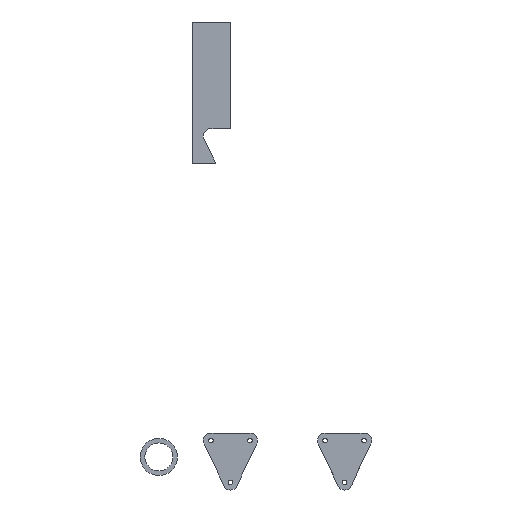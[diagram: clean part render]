
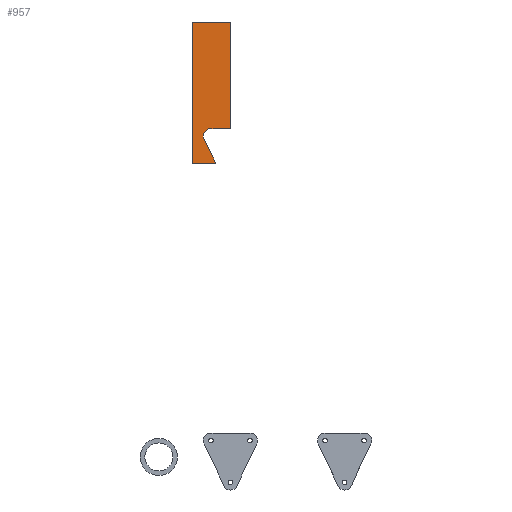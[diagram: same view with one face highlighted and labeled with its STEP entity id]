
A CAD part, left-side view. The second image highlights one B-rep face of the part: STEP entity #957.
In plain terms, the highlighted planar face has unit normal (-1, 0, 0).
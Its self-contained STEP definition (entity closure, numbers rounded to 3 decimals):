
#63=PLANE('',#1068);
#123=LINE('',#1722,#201);
#126=LINE('',#1728,#204);
#129=LINE('',#1734,#207);
#132=LINE('',#1740,#210);
#136=LINE('',#1752,#214);
#139=LINE('',#1758,#217);
#142=LINE('',#1762,#220);
#201=VECTOR('',#1296,10.);
#204=VECTOR('',#1301,10.);
#207=VECTOR('',#1306,10.);
#210=VECTOR('',#1311,10.);
#214=VECTOR('',#1323,10.);
#217=VECTOR('',#1328,10.);
#220=VECTOR('',#1333,10.);
#293=FACE_OUTER_BOUND('',#360,.T.);
#360=EDGE_LOOP('',(#888,#889,#890,#891,#892,#893,#894,#895));
#404=CIRCLE('',#1064,5.);
#491=VERTEX_POINT('',#1719);
#492=VERTEX_POINT('',#1721);
#494=VERTEX_POINT('',#1727);
#496=VERTEX_POINT('',#1733);
#498=VERTEX_POINT('',#1739);
#500=VERTEX_POINT('',#1745);
#502=VERTEX_POINT('',#1751);
#504=VERTEX_POINT('',#1757);
#616=EDGE_CURVE('',#492,#491,#123,.T.);
#619=EDGE_CURVE('',#494,#492,#126,.T.);
#622=EDGE_CURVE('',#496,#494,#129,.T.);
#625=EDGE_CURVE('',#498,#496,#132,.T.);
#628=EDGE_CURVE('',#500,#498,#404,.T.);
#631=EDGE_CURVE('',#502,#500,#136,.T.);
#634=EDGE_CURVE('',#504,#502,#139,.T.);
#637=EDGE_CURVE('',#491,#504,#142,.T.);
#888=ORIENTED_EDGE('',*,*,#637,.T.);
#889=ORIENTED_EDGE('',*,*,#634,.T.);
#890=ORIENTED_EDGE('',*,*,#631,.T.);
#891=ORIENTED_EDGE('',*,*,#628,.T.);
#892=ORIENTED_EDGE('',*,*,#625,.T.);
#893=ORIENTED_EDGE('',*,*,#622,.T.);
#894=ORIENTED_EDGE('',*,*,#619,.T.);
#895=ORIENTED_EDGE('',*,*,#616,.T.);
#957=ADVANCED_FACE('',(#293),#63,.T.);
#1064=AXIS2_PLACEMENT_3D('',#1746,#1317,#1318);
#1068=AXIS2_PLACEMENT_3D('',#1763,#1334,#1335);
#1296=DIRECTION('',(0.,0.,-1.));
#1301=DIRECTION('',(0.,1.,0.));
#1306=DIRECTION('',(0.,0.,1.));
#1311=DIRECTION('',(0.,-1.,0.));
#1317=DIRECTION('center_axis',(1.,0.,0.));
#1318=DIRECTION('ref_axis',(0.,0.,1.));
#1323=DIRECTION('',(0.,0.444,0.896));
#1328=DIRECTION('',(0.,0.401,0.916));
#1333=DIRECTION('',(0.,-1.,0.));
#1334=DIRECTION('center_axis',(-1.,0.,0.));
#1335=DIRECTION('ref_axis',(0.,-1.,0.));
#1719=CARTESIAN_POINT('',(-0.4,100.035,192.709));
#1721=CARTESIAN_POINT('',(-0.4,100.035,285.735));
#1722=CARTESIAN_POINT('',(-0.4,100.035,192.709));
#1727=CARTESIAN_POINT('',(-0.4,75.035,285.735));
#1728=CARTESIAN_POINT('',(-0.4,100.035,285.735));
#1733=CARTESIAN_POINT('',(-0.4,75.035,215.735));
#1734=CARTESIAN_POINT('',(-0.4,75.035,285.735));
#1739=CARTESIAN_POINT('',(-0.4,87.793,215.735));
#1740=CARTESIAN_POINT('',(-0.4,62.207,215.735));
#1745=CARTESIAN_POINT('',(-0.4,92.274,208.516));
#1746=CARTESIAN_POINT('Origin',(-0.4,87.793,210.735));
#1751=CARTESIAN_POINT('',(-0.4,85.607,195.054));
#1752=CARTESIAN_POINT('',(-0.4,92.274,208.516));
#1757=CARTESIAN_POINT('',(-0.4,84.58,192.709));
#1758=CARTESIAN_POINT('',(-0.4,85.607,195.054));
#1762=CARTESIAN_POINT('',(-0.4,75.035,192.709));
#1763=CARTESIAN_POINT('Origin',(-0.4,87.535,239.222));
